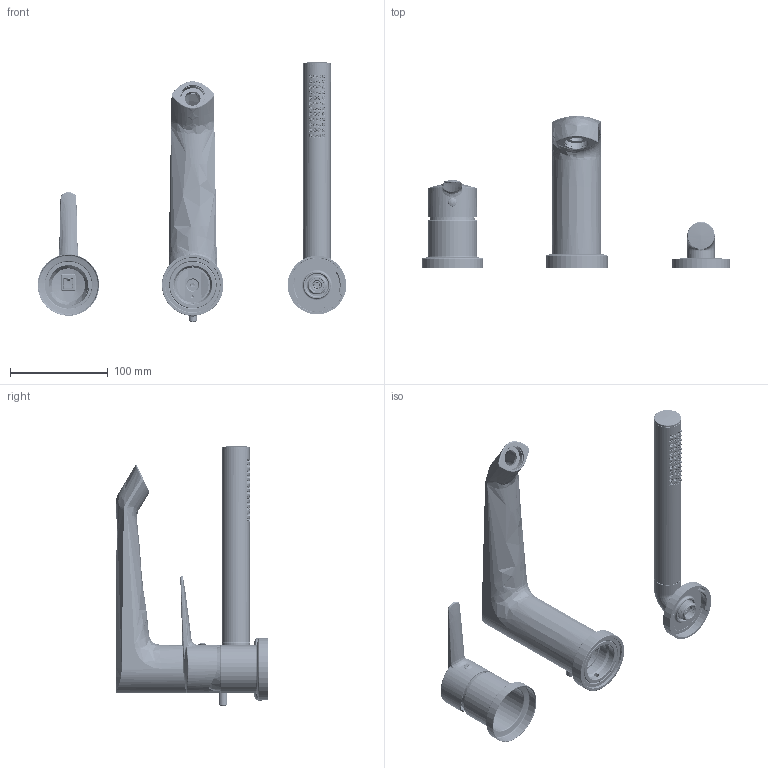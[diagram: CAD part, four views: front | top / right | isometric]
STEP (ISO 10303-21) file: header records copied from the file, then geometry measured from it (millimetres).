
FILE_DESCRIPTION(/* description */ (''),/* implementation_level */ '2;1');
FILE_NAME(/* name */ 'VY10-EM 3D.stp',/* time_stamp */ '2021-03-10T15:01:23-05:00',/* author */ ('fbrousse'),/* organization */ (''),/* preprocessor_version */ 'ST-DEVELOPER v17',/* originating_system */ 'Autodesk Inventor 2018',/* authorisation */ '');
FILE_SCHEMA (('CONFIG_CONTROL_DESIGN'));
Length unit declared in the file: millimetre
Products named in the file (18): VY10-EM; RH10; 052-114; 7801; 157-055; 003-030; 313-005; 053-090; 3292; 014-202; 003-070; 010-238; 1490; 002-223; 152-060; 003-421; 2465; 4361-EM
Assembly tree (17 placements, depth 3):
  VY10-EM
    RH10
      052-114
    7801
      157-055
      003-030
      313-005
    053-090
    3292
      014-202
      003-070
      010-238
    1490
      002-223
      152-060
      003-421
    2465
    4361-EM
Bounding box: 315.41 x 155.75 x 265.38 mm (x, y, z)
Volume: 289664.8 mm3; surface area: 228169.4 mm2
Topology: 16 solids, 16 shells, 3173 faces, 8323 edges, 5220 vertices
Faces by surface type: bspline 1218, cylinder 671, plane 642, cone 301, torus 245, sphere 96
Full cylindrical faces by diameter (mm): 2.5 x2, 3 x1, 3.2 x1, 4 x1, 4.1 x1, 4.134 x2, 4.199 x1, 4.2 x1, 4.93 x1, 4.976 x6, 5 x2, 5.2 x1, 5.3 x1, 6 x1, 6.7 x2, 7.675 x1, 8.1 x1, 8.3 x1, 8.5 x1, 9 x1, 11 x1, 11.5 x1, 12 x1, 12.5 x1, 13.92 x6, 14.2 x1, 15 x5, 15.12 x1, 16 x2, 17.2 x1
Entity records: 281871 total; most frequent: CARTESIAN_POINT 207508, ORIENTED_EDGE 16624, DIRECTION 12835, EDGE_CURVE 8312, AXIS2_PLACEMENT_3D 5397, VERTEX_POINT 5222, EDGE_LOOP 3498, FACE_OUTER_BOUND 3173
